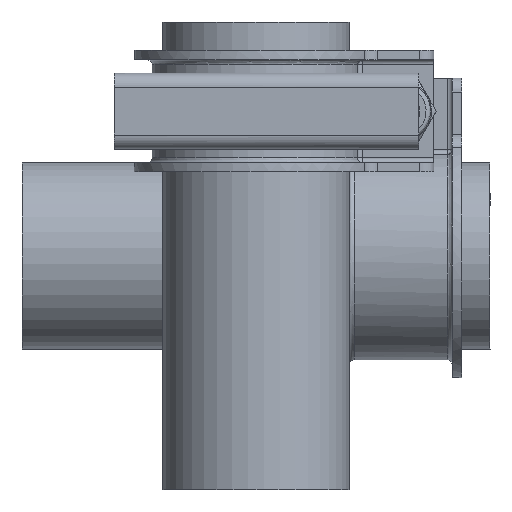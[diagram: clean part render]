
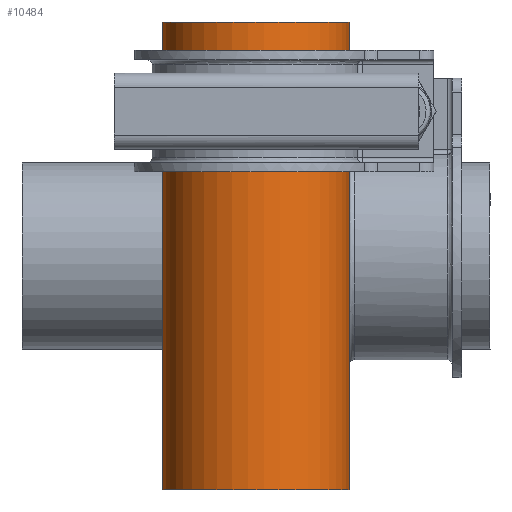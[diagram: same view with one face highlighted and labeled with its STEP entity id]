
A CAD part, left-side view. The second image highlights one B-rep face of the part: STEP entity #10484.
In plain terms, the highlighted free-form (B-spline) face has degree [2, 1] with [7, 2] control points.
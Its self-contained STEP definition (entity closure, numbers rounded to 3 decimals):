
#10409=CARTESIAN_POINT('V1',(35.371,16.239,
   -50.0));
#10410=VERTEX_POINT('V1',#10409);
#10411=CARTESIAN_POINT('E1',(35.371,16.239,
   -50.0));
#10412=CARTESIAN_POINT('E1',(35.371,50.88,
   -50.0));
#10413=CARTESIAN_POINT('E1',(5.371,33.56,
   -50.0));
#10414=CARTESIAN_POINT('E1',(-24.629,16.239,
   -50.0));
#10415=CARTESIAN_POINT('E1',(5.371,-1.081,
   -50.0));
#10416=CARTESIAN_POINT('E1',(35.371,-18.402,
   -50.0));
#10417=CARTESIAN_POINT('E1',(35.371,16.239,
   -50.0));
#10425=(BOUNDED_CURVE()B_SPLINE_CURVE(2,(#10411,#10412,#10413,
   #10414,#10415,#10416,#10417),.CIRCULAR_ARC.,.T.,.U.)
   B_SPLINE_CURVE_WITH_KNOTS((3,2,2,3),(0.0,0.693,
   1.386,2.078),.UNSPECIFIED.)CURVE()
   GEOMETRIC_REPRESENTATION_ITEM()RATIONAL_B_SPLINE_CURVE((1.0,
   0.5,1.0,0.5,1.0,0.5,1.0)
   )REPRESENTATION_ITEM('E1'));
#10426=EDGE_CURVE('E1',#10410,#10410,#10425,.T.);
#10434=CARTESIAN_POINT('F1',(35.371,16.239,
   -50.0));
#10435=CARTESIAN_POINT('F1',(35.371,50.88,
   -50.0));
#10436=CARTESIAN_POINT('F1',(5.371,33.56,
   -50.0));
#10437=CARTESIAN_POINT('F1',(-24.629,16.239,
   -50.0));
#10438=CARTESIAN_POINT('F1',(5.371,-1.081,
   -50.0));
#10439=CARTESIAN_POINT('F1',(35.371,-18.402,
   -50.0));
#10440=CARTESIAN_POINT('F1',(35.371,16.239,
   -50.0));
#10441=CARTESIAN_POINT('F1',(35.371,16.239,
   50.0));
#10442=CARTESIAN_POINT('F1',(35.371,50.88,
   50.0));
#10443=CARTESIAN_POINT('F1',(5.371,33.56,
   50.0));
#10444=CARTESIAN_POINT('F1',(-24.629,16.239,
   50.0));
#10445=CARTESIAN_POINT('F1',(5.371,-1.081,
   50.0));
#10446=CARTESIAN_POINT('F1',(35.371,-18.402,
   50.0));
#10447=CARTESIAN_POINT('F1',(35.371,16.239,
   50.0));
#10455=(BOUNDED_SURFACE()B_SPLINE_SURFACE(2,1,((#10434,#10441),(
   #10435,#10442),(#10436,#10443),(#10437,#10444),(#10438,
   #10445),(#10439,#10446),(#10440,#10447)),.CYLINDRICAL_SURF.,
   .T.,.F.,.U.)B_SPLINE_SURFACE_WITH_KNOTS((3,2,2,3),(2,2),(0.0,
   0.693,1.386,2.078),(0.0,1.0),
   .UNSPECIFIED.)GEOMETRIC_REPRESENTATION_ITEM()
   RATIONAL_B_SPLINE_SURFACE(((1.0,1.0),(0.5,
   0.5),(1.0,1.0),(0.5,
   0.5),(1.0,1.0),(0.5,
   0.5),(1.0,1.0)))REPRESENTATION_ITEM('F1')SURFACE()
   );
#10456=ORIENTED_EDGE('F3',*,*,#10426,.T.);
#10457=CARTESIAN_POINT('V2',(35.371,16.239,
   50.0));
#10458=VERTEX_POINT('V2',#10457);
#10459=CARTESIAN_POINT('E2',(35.371,16.239,
   -50.0));
#10460=CARTESIAN_POINT('E2',(35.371,16.239,
   50.0));
#10461=QUASI_UNIFORM_CURVE('E2',1,(#10459,#10460),.POLYLINE_FORM.,
   .F.,.U.);
#10462=EDGE_CURVE('E2',#10410,#10458,#10461,.T.);
#10463=ORIENTED_EDGE('E2',*,*,#10462,.T.);
#10464=CARTESIAN_POINT('E3',(35.371,16.239,
   50.0));
#10465=CARTESIAN_POINT('E3',(35.371,-18.402,
   50.0));
#10466=CARTESIAN_POINT('E3',(5.371,-1.081,
   50.0));
#10467=CARTESIAN_POINT('E3',(-24.629,16.239,
   50.0));
#10468=CARTESIAN_POINT('E3',(5.371,33.56,
   50.0));
#10469=CARTESIAN_POINT('E3',(35.371,50.88,
   50.0));
#10470=CARTESIAN_POINT('E3',(35.371,16.239,
   50.0));
#10478=(BOUNDED_CURVE()B_SPLINE_CURVE(2,(#10464,#10465,#10466,
   #10467,#10468,#10469,#10470),.CIRCULAR_ARC.,.T.,.U.)
   B_SPLINE_CURVE_WITH_KNOTS((3,2,2,3),(0.0,0.693,
   1.386,2.078),.UNSPECIFIED.)CURVE()
   GEOMETRIC_REPRESENTATION_ITEM()RATIONAL_B_SPLINE_CURVE((1.0,
   0.5,1.0,0.5,1.0,0.5,1.0)
   )REPRESENTATION_ITEM('E3'));
#10479=EDGE_CURVE('E3',#10458,#10458,#10478,.T.);
#10480=ORIENTED_EDGE('E3',*,*,#10479,.T.);
#10481=ORIENTED_EDGE('E2',*,*,#10462,.F.);
#10482=EDGE_LOOP('F1',(#10456,#10463,#10480,#10481));
#10483=FACE_OUTER_BOUND('F1',#10482,.T.);
#10484=ADVANCED_FACE('F1',(#10483),#10455,.T.);
